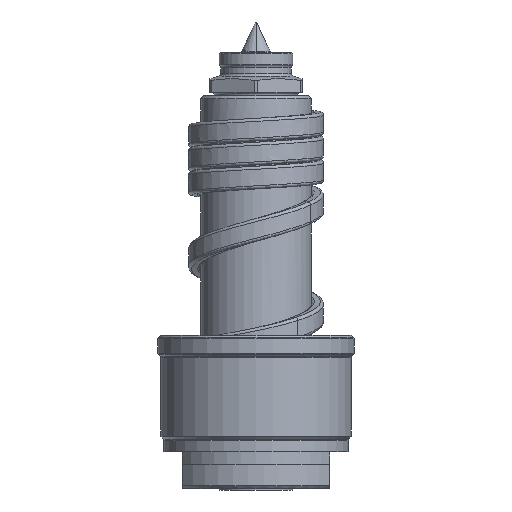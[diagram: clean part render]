
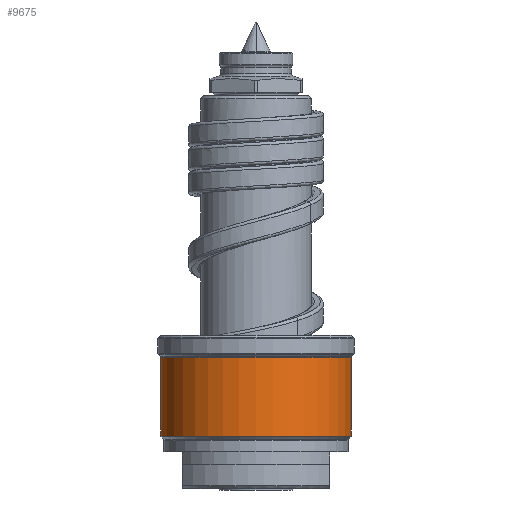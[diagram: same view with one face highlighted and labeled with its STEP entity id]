
A CAD part, front view. The second image highlights one B-rep face of the part: STEP entity #9675.
In plain terms, the highlighted cylindrical face has radius 15.5 mm (diameter 31 mm), a partial arc.
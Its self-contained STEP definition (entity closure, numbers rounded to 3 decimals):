
#2490=CARTESIAN_POINT('',(0.,0.,8.583));
#2491=DIRECTION('',(0.,0.,1.));
#2492=DIRECTION('',(-1.,0.,0.));
#2493=AXIS2_PLACEMENT_3D('',#2490,#2491,#2492);
#2495=DIRECTION('',(0.,0.,-1.));
#2496=VECTOR('',#2495,12.835);
#2497=CARTESIAN_POINT('',(-15.5,0.,21.417));
#2498=LINE('',#2497,#2496);
#2499=CARTESIAN_POINT('',(0.,0.,21.417));
#2500=DIRECTION('',(0.,0.,1.));
#2501=DIRECTION('',(-1.,0.,0.));
#2502=AXIS2_PLACEMENT_3D('',#2499,#2500,#2501);
#2504=DIRECTION('',(0.,0.,-1.));
#2505=VECTOR('',#2504,12.835);
#2506=CARTESIAN_POINT('',(15.5,0.,21.417));
#2507=LINE('',#2506,#2505);
#5949=CARTESIAN_POINT('',(15.5,0.,21.417));
#5950=CARTESIAN_POINT('',(-15.5,0.,21.417));
#5951=VERTEX_POINT('',#5949);
#5952=VERTEX_POINT('',#5950);
#5975=CARTESIAN_POINT('',(15.5,0.,8.583));
#5976=VERTEX_POINT('',#5975);
#5977=CARTESIAN_POINT('',(-15.5,0.,8.583));
#5978=VERTEX_POINT('',#5977);
#9663=CARTESIAN_POINT('',(0.,0.,7.15));
#9664=DIRECTION('',(0.,0.,1.));
#9665=DIRECTION('',(-1.,0.,0.));
#9666=AXIS2_PLACEMENT_3D('',#9663,#9664,#9665);
#9667=CYLINDRICAL_SURFACE('',#9666,15.5);
#9668=ORIENTED_EDGE('',*,*,#9635,.F.);
#9669=ORIENTED_EDGE('',*,*,#9653,.F.);
#9671=ORIENTED_EDGE('',*,*,#9670,.T.);
#9672=ORIENTED_EDGE('',*,*,#9649,.T.);
#9673=EDGE_LOOP('',(#9668,#9669,#9671,#9672));
#9674=FACE_OUTER_BOUND('',#9673,.F.);
#2494=CIRCLE('',#2493,15.5);
#2503=CIRCLE('',#2502,15.5);
#9635=EDGE_CURVE('',#5978,#5976,#2494,.T.);
#9649=EDGE_CURVE('',#5951,#5976,#2507,.T.);
#9653=EDGE_CURVE('',#5952,#5978,#2498,.T.);
#9670=EDGE_CURVE('',#5952,#5951,#2503,.T.);
#9675=ADVANCED_FACE('',(#9674),#9667,.T.);
